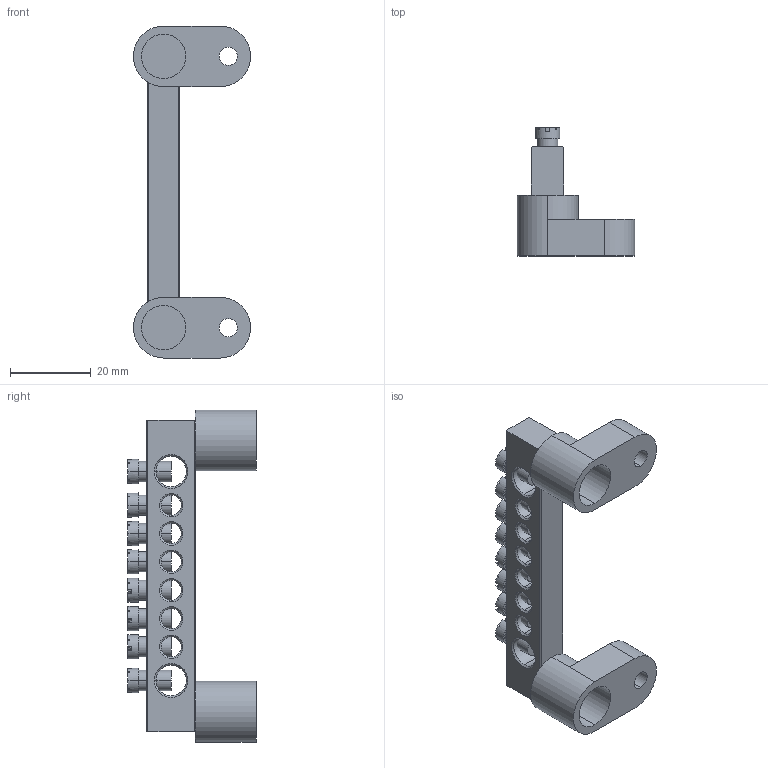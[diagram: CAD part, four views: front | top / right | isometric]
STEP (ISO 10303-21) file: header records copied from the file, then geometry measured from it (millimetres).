
FILE_DESCRIPTION (( 'STEP AP214' ), '1' );
FILE_NAME ('YNN10-812-8C2-K05 Øèíà PE çåìëÿ íà äâóõ óãëîâûõ èçîë ØÍÈ-8õ12-8-Ó2-Æ ÈÝÊ.STEP', '2016-08-24T06:20:43', ( 'user' ), ( '' ), 'SwSTEP 2.0', 'SolidWorks 2014', '' );
FILE_SCHEMA (( 'AUTOMOTIVE_DESIGN' ));
Length unit declared in the file: millimetre
Products named in the file (4): Âèíò_Œ5; Øèíà ÂõÍ n-2_8å12 8-2; Óãëîâîé èçîëÿòîð äëÿ 0 øèíû æ¸ëòûé; YNN10-812-8C2-K05 Øèíà PE çåìëÿ íà äâóõ óãëîâûõ èçîë ØÍÈ-8õ12-8-Ó2-Æ ÈÝÊ
Assembly tree (11 placements, depth 2):
  YNN10-812-8C2-K05 Øèíà PE çåìëÿ íà äâóõ óãëîâûõ èçîë ØÍÈ-8õ12-8-Ó2-Æ ÈÝÊ
    Óãëîâîé èçîëÿòîð äëÿ 0 øèíû æ¸ëòûé  x2
    Øèíà ÂõÍ n-2_8å12 8-2
    Âèíò_Œ5  x8
Bounding box: 29 x 31.7 x 82 mm (x, y, z)
Volume: 13748.9 mm3; surface area: 10546 mm2
Topology: 11 solids, 11 shells, 444 faces, 1156 edges, 744 vertices
Faces by surface type: plane 294, cylinder 82, cone 68
Entity records: 5472 total; most frequent: CARTESIAN_POINT 1330, DIRECTION 824, ORIENTED_EDGE 740, EDGE_CURVE 370, AXIS2_PLACEMENT_3D 323, VERTEX_POINT 229, EDGE_LOOP 193, LINE 178
